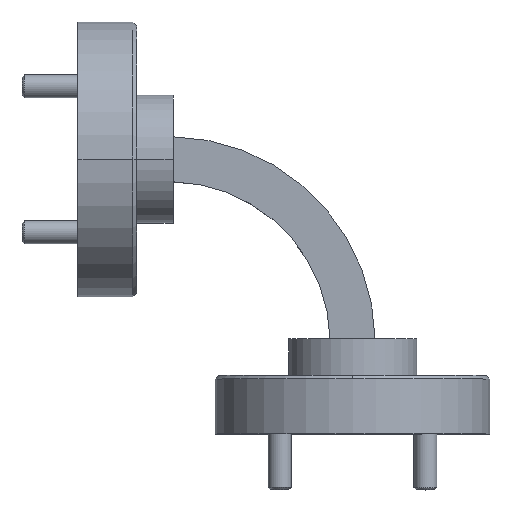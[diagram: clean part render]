
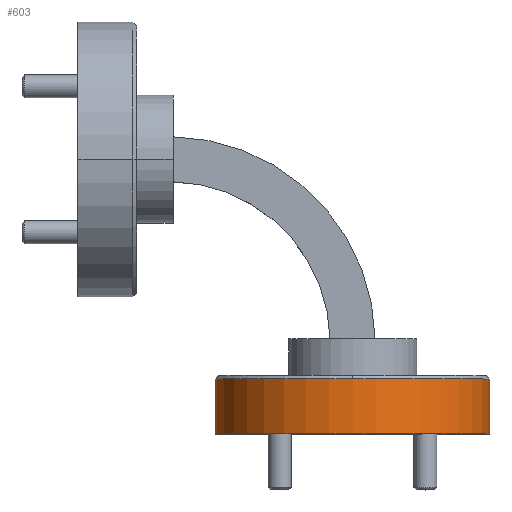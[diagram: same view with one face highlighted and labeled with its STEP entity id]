
A CAD part, top view. The second image highlights one B-rep face of the part: STEP entity #603.
In plain terms, the highlighted cylindrical face has radius 9.525 mm (diameter 19.05 mm), a partial arc.
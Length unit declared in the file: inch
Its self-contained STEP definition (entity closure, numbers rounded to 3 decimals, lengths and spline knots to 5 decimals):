
#77 = EDGE_CURVE ( 'NONE', #4251, #3554, #4831, .T. ) ;
#207 = CARTESIAN_POINT ( 'NONE',  ( -0.97001, 0.24482, 0.16423 ) ) ;
#528 = DIRECTION ( 'NONE',  ( 1., 0., 0. ) ) ;
#594 = CARTESIAN_POINT ( 'NONE',  ( -1.34501, 0.25482, 0.16423 ) ) ;
#603 = ADVANCED_FACE ( 'NONE', ( #2380 ), #2980, .T. ) ;
#630 = CIRCLE ( 'NONE', #1709, 0.375 ) ;
#929 = CIRCLE ( 'NONE', #6533, 0.375 ) ;
#1223 = ORIENTED_EDGE ( 'NONE', *, *, #4740, .T. ) ;
#1417 = CARTESIAN_POINT ( 'NONE',  ( -0.59501, 0.24482, 0.16423 ) ) ;
#1475 = LINE ( 'NONE', #5088, #2442 ) ;
#1590 = CIRCLE ( 'NONE', #1910, 0.375 ) ;
#1665 = EDGE_LOOP ( 'NONE', ( #6400, #1223, #3984, #6347, #3004 ) ) ;
#1709 = AXIS2_PLACEMENT_3D ( 'NONE', #4362, #4425, #6487 ) ;
#1910 = AXIS2_PLACEMENT_3D ( 'NONE', #2622, #1987, #528 ) ;
#1944 = VERTEX_POINT ( 'NONE', #1417 ) ;
#1950 = CARTESIAN_POINT ( 'NONE',  ( -0.97001, 0.25482, 0.16423 ) ) ;
#1987 = DIRECTION ( 'NONE',  ( 0., -1., 0. ) ) ;
#2226 = CARTESIAN_POINT ( 'NONE',  ( -0.97001, 0.24482, 0.53923 ) ) ;
#2380 = FACE_OUTER_BOUND ( 'NONE', #1665, .T. ) ;
#2442 = VECTOR ( 'NONE', #4553, 39.37008 ) ;
#2622 = CARTESIAN_POINT ( 'NONE',  ( -0.97001, 0.09482, 0.16423 ) ) ;
#2701 = VERTEX_POINT ( 'NONE', #2226 ) ;
#2707 = VECTOR ( 'NONE', #3254, 39.37008 ) ;
#2980 = CYLINDRICAL_SURFACE ( 'NONE', #4300, 0.375 ) ;
#3004 = ORIENTED_EDGE ( 'NONE', *, *, #5203, .F. ) ;
#3092 = CARTESIAN_POINT ( 'NONE',  ( -0.59501, 0.09482, 0.16423 ) ) ;
#3254 = DIRECTION ( 'NONE',  ( 0., -1., 0. ) ) ;
#3490 = DIRECTION ( 'NONE',  ( 0., -1., 0. ) ) ;
#3554 = VERTEX_POINT ( 'NONE', #6100 ) ;
#3811 = DIRECTION ( 'NONE',  ( 0., -1., 0. ) ) ;
#3984 = ORIENTED_EDGE ( 'NONE', *, *, #77, .T. ) ;
#4182 = EDGE_CURVE ( 'NONE', #1944, #2701, #630, .T. ) ;
#4251 = VERTEX_POINT ( 'NONE', #6455 ) ;
#4300 = AXIS2_PLACEMENT_3D ( 'NONE', #1950, #3490, #6476 ) ;
#4362 = CARTESIAN_POINT ( 'NONE',  ( -0.97001, 0.24482, 0.16423 ) ) ;
#4411 = DIRECTION ( 'NONE',  ( 0., 0., -1. ) ) ;
#4425 = DIRECTION ( 'NONE',  ( 0., -1., 0. ) ) ;
#4553 = DIRECTION ( 'NONE',  ( 0., -1., 0. ) ) ;
#4740 = EDGE_CURVE ( 'NONE', #2701, #4251, #929, .T. ) ;
#4831 = LINE ( 'NONE', #594, #2707 ) ;
#5088 = CARTESIAN_POINT ( 'NONE',  ( -0.59501, 0.25482, 0.16423 ) ) ;
#5203 = EDGE_CURVE ( 'NONE', #1944, #5235, #1475, .T. ) ;
#5207 = EDGE_CURVE ( 'NONE', #5235, #3554, #1590, .T. ) ;
#5235 = VERTEX_POINT ( 'NONE', #3092 ) ;
#6100 = CARTESIAN_POINT ( 'NONE',  ( -1.34501, 0.09482, 0.16423 ) ) ;
#6347 = ORIENTED_EDGE ( 'NONE', *, *, #5207, .F. ) ;
#6400 = ORIENTED_EDGE ( 'NONE', *, *, #4182, .T. ) ;
#6455 = CARTESIAN_POINT ( 'NONE',  ( -1.34501, 0.24482, 0.16423 ) ) ;
#6476 = DIRECTION ( 'NONE',  ( 1., 0., 0. ) ) ;
#6487 = DIRECTION ( 'NONE',  ( 0., 0., -1. ) ) ;
#6533 = AXIS2_PLACEMENT_3D ( 'NONE', #207, #3811, #4411 ) ;
